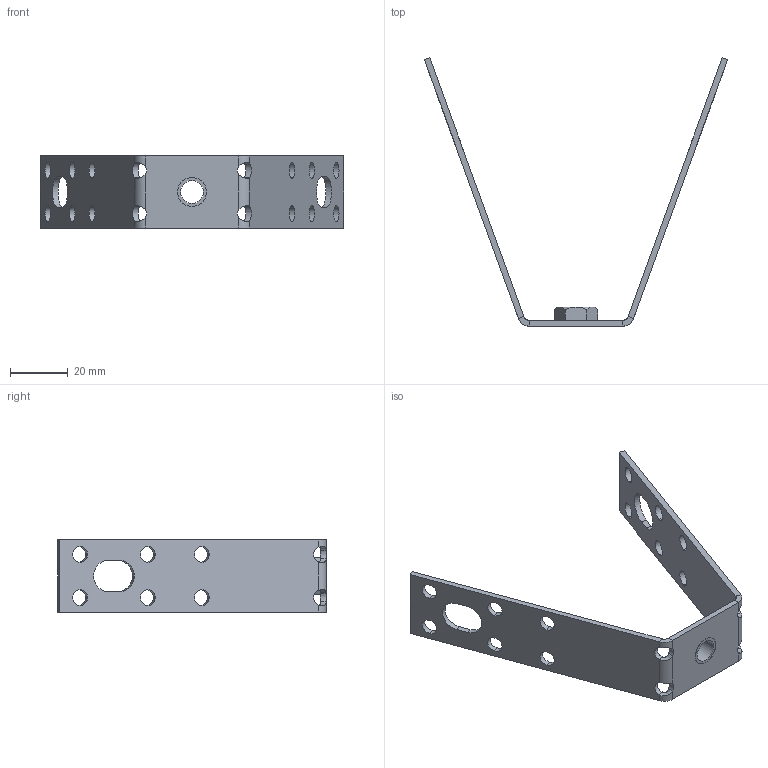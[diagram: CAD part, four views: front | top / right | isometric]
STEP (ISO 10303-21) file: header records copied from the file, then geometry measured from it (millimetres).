
FILE_DESCRIPTION (( 'STEP AP203' ), '1' );
FILE_NAME ('10-02-2878.STEP', '2013-05-06T06:27:48', ( 'asennus' ), ( '' ), 'SwSTEP 2.0', 'SolidWorks 2013', '' );
FILE_SCHEMA (( 'CONFIG_CONTROL_DESIGN' ));
Length unit declared in the file: millimetre
Products named in the file (1): 10-02-2878
Bounding box: 105.3 x 93.14 x 25 mm (x, y, z)
Volume: 10551.1 mm3; surface area: 12491.6 mm2
Topology: 2 solids, 2 shells, 103 faces, 266 edges, 161 vertices
Faces by surface type: cylinder 54, plane 32, cone 9, bspline 8
Entity records: 3814 total; most frequent: CARTESIAN_POINT 1191, ORIENTED_EDGE 532, DIRECTION 517, EDGE_CURVE 266, AXIS2_PLACEMENT_3D 199, VERTEX_POINT 161, EDGE_LOOP 137, VECTOR 119
